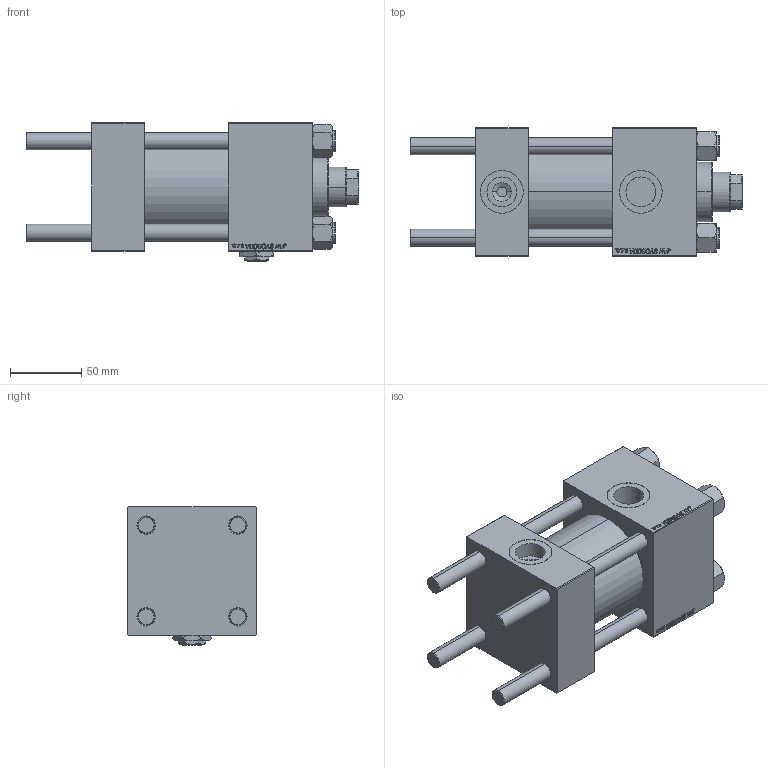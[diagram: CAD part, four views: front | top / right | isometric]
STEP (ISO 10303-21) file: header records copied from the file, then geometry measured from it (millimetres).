
FILE_DESCRIPTION (( 'STEP AP203' ), '1' );
FILE_NAME ('1af1.STEP', '2024-06-07T06:21:36', ( '' ), ( '' ), 'SwSTEP 2.0', 'SolidWorks 2019', '' );
FILE_SCHEMA (( 'CONFIG_CONTROL_DESIGN' ));
Length unit declared in the file: millimetre
Products named in the file (7): CR025_012_A_0_G_A_G_M_020_+#_##_TYCINKA 908cc0ea9cd856f162d394f372b771da; V215CR_VCP 908cc0ea9cd856f162d394f372b771da; V215_VC_A 908cc0ea9cd856f162d394f372b771da; V215CR_BODY_A 908cc0ea9cd856f162d394f372b771da; 1af1; Zatka_pro_OIL_PORT 908cc0ea9cd856f162d394f372b771da; NUT_M5 908cc0ea9cd856f162d394f372b771da
Assembly tree (12 placements, depth 2):
  1af1
    V215CR_BODY_A 908cc0ea9cd856f162d394f372b771da
    CR025_012_A_0_G_A_G_M_020_+#_##_TYCINKA 908cc0ea9cd856f162d394f372b771da  x4
    NUT_M5 908cc0ea9cd856f162d394f372b771da  x4
    V215CR_VCP 908cc0ea9cd856f162d394f372b771da
    V215_VC_A 908cc0ea9cd856f162d394f372b771da
    Zatka_pro_OIL_PORT 908cc0ea9cd856f162d394f372b771da
Bounding box: 233 x 90 x 97 mm (x, y, z)
Volume: 976857.2 mm3; surface area: 197388.4 mm2
Topology: 12 solids, 12 shells, 1181 faces, 2963 edges, 1918 vertices
Faces by surface type: plane 543, bspline 392, cone 156, cylinder 82, torus 8
Entity records: 51520 total; most frequent: CARTESIAN_POINT 27546, ORIENTED_EDGE 5418, DIRECTION 3433, EDGE_CURVE 2709, VERTEX_POINT 1774, VECTOR 1623, LINE 1623, EDGE_LOOP 1193
